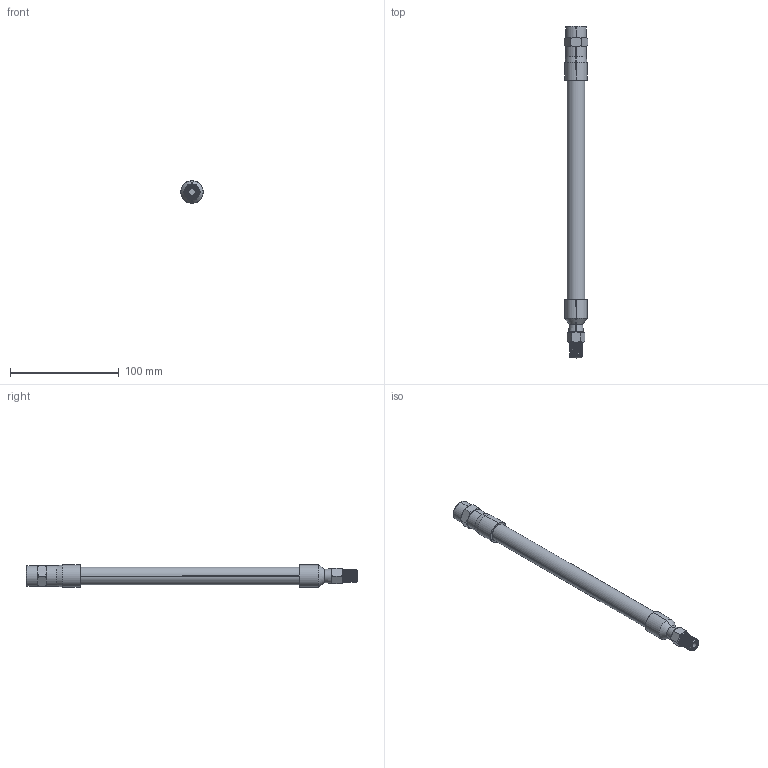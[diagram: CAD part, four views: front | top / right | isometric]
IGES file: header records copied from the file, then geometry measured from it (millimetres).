
Start section: SolidWorks IGES file using analytic representation for surfaces
Global section: file name: 12RF-MF-ES IGS.IGS; native system: SolidWorks 2020; preprocessor: SolidWorks 2020; author: Ammad; date: 211028.193857; units: inch
Bounding box: 21.85 x 304.8 x 20.32 mm (x, y, z)
Surface area: 24569.2 mm2 (no closed solid volume)
Topology: 0 solids, 0 shells, 139 faces, 2299 edges, 2299 vertices
Faces by surface type: revolution 100, bspline 39
